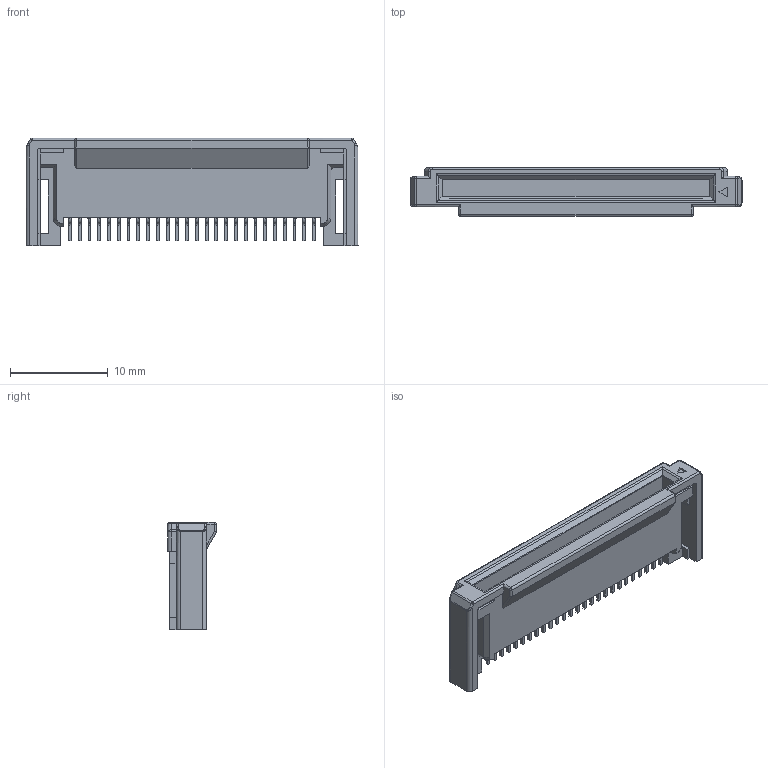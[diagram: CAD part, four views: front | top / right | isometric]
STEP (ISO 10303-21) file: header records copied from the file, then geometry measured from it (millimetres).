
FILE_DESCRIPTION(('STEP AP214'),'1');
FILE_NAME('100305702112lf.stp','2020-09-18T08:05:24',('TraceParts'),('TraceParts S.A.'),'Spatial InterOp 3D',' ',' ');
FILE_SCHEMA(('AUTOMOTIVE_DESIGN { 1 0 10303 214 1 1 1 1 }'));
Length unit declared in the file: millimetre
Products named in the file (1): 100305702112lf
Bounding box: 34 x 5 x 11 mm (x, y, z)
Volume: 709.9 mm3; surface area: 1512.9 mm2
Topology: 1 solids, 1 shells, 994 faces, 2683 edges, 1716 vertices
Faces by surface type: plane 664, cylinder 311, sphere 8, bspline 7, cone 4
Entity records: 31414 total; most frequent: CARTESIAN_POINT 6219, ORIENTED_EDGE 5366, DIRECTION 5113, EDGE_CURVE 2683, LINE 2061, VECTOR 2061, VERTEX_POINT 1716, AXIS2_PLACEMENT_3D 1526
